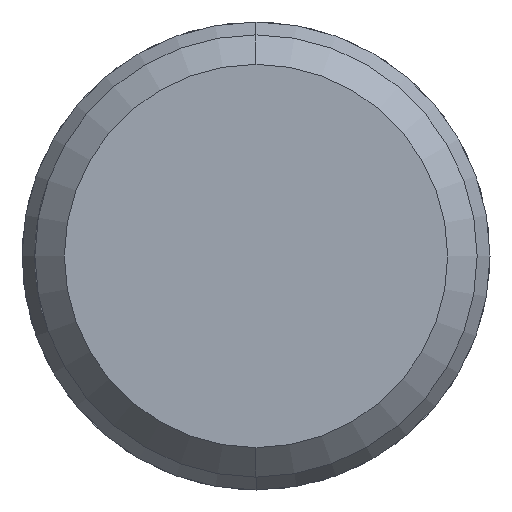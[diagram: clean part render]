
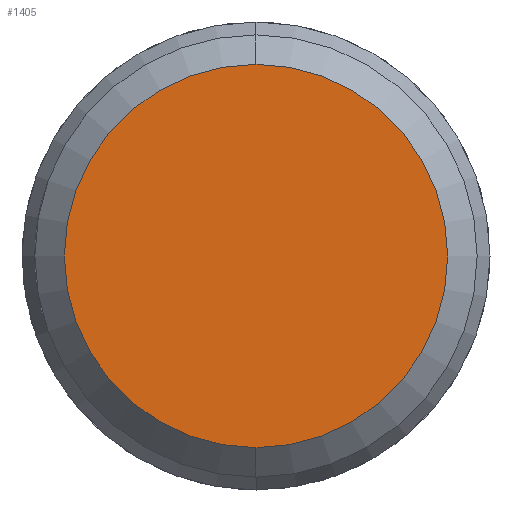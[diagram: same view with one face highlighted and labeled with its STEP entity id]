
A CAD part, left-side view. The second image highlights one B-rep face of the part: STEP entity #1405.
In plain terms, the highlighted planar face has unit normal (-1, 0, 0).
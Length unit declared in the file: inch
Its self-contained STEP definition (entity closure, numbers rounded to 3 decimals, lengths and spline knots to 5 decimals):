
#9 = EDGE_LOOP ( 'NONE', ( #158, #643 ) ) ;
#16 = AXIS2_PLACEMENT_3D ( 'NONE', #97, #204, #2160 ) ;
#97 = CARTESIAN_POINT ( 'NONE',  ( -2.0748, 0., 0. ) ) ;
#158 = ORIENTED_EDGE ( 'NONE', *, *, #709, .F. ) ;
#204 = DIRECTION ( 'NONE',  ( 1., 0., 0. ) ) ;
#235 = EDGE_CURVE ( 'NONE', #2434, #1124, #1584, .T. ) ;
#371 = CARTESIAN_POINT ( 'NONE',  ( -2.0748, 0., -0.20472 ) ) ;
#409 = FACE_OUTER_BOUND ( 'NONE', #9, .T. ) ;
#494 = DIRECTION ( 'NONE',  ( 1., 0., 0. ) ) ;
#496 = DIRECTION ( 'NONE',  ( 0., 0., -1. ) ) ;
#643 = ORIENTED_EDGE ( 'NONE', *, *, #235, .F. ) ;
#709 = EDGE_CURVE ( 'NONE', #1124, #2434, #2297, .T. ) ;
#720 = DIRECTION ( 'NONE',  ( 1., 0., 0. ) ) ;
#1100 = CARTESIAN_POINT ( 'NONE',  ( -2.0748, 0., 0. ) ) ;
#1124 = VERTEX_POINT ( 'NONE', #371 ) ;
#1405 = ADVANCED_FACE ( 'NONE', ( #409 ), #2167, .F. ) ;
#1482 = AXIS2_PLACEMENT_3D ( 'NONE', #2363, #720, #496 ) ;
#1503 = DIRECTION ( 'NONE',  ( 0., 0., -1. ) ) ;
#1584 = CIRCLE ( 'NONE', #16, 0.20472 ) ;
#2160 = DIRECTION ( 'NONE',  ( 0., 0., -1. ) ) ;
#2167 = PLANE ( 'NONE',  #1482 ) ;
#2288 = AXIS2_PLACEMENT_3D ( 'NONE', #1100, #494, #1503 ) ;
#2297 = CIRCLE ( 'NONE', #2288, 0.20472 ) ;
#2363 = CARTESIAN_POINT ( 'NONE',  ( -2.0748, 0., 0. ) ) ;
#2431 = CARTESIAN_POINT ( 'NONE',  ( -2.0748, 0., 0.20472 ) ) ;
#2434 = VERTEX_POINT ( 'NONE', #2431 ) ;
